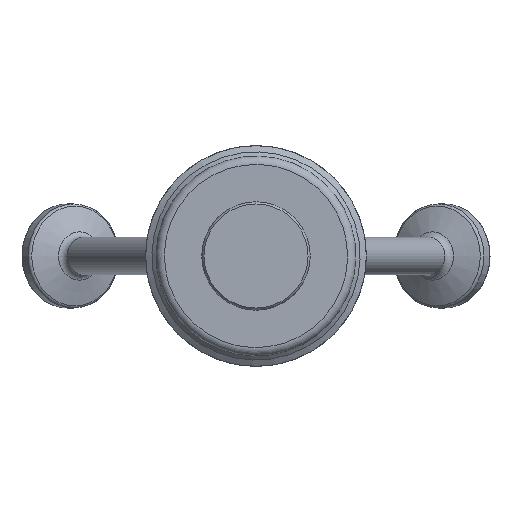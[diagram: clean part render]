
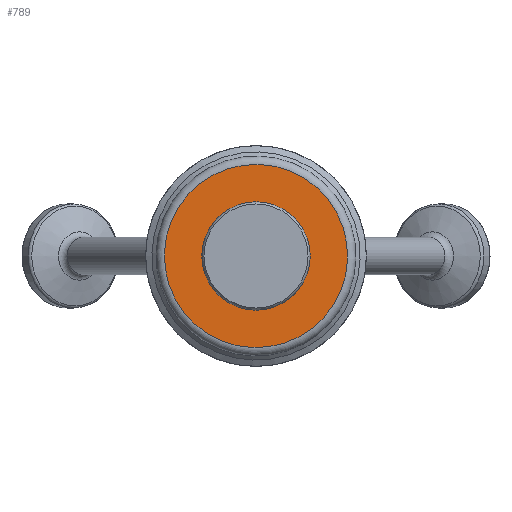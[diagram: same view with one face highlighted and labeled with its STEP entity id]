
A CAD part, front view. The second image highlights one B-rep face of the part: STEP entity #789.
In plain terms, the highlighted planar face has unit normal (0, -1, 0).
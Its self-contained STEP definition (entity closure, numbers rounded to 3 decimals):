
#35=FACE_BOUND('',#219,.T.);
#49=PLANE('',#910);
#167=FACE_OUTER_BOUND('',#218,.T.);
#218=EDGE_LOOP('',(#629));
#219=EDGE_LOOP('',(#630));
#239=CIRCLE('',#836,12.5);
#267=CIRCLE('',#896,22.);
#304=VERTEX_POINT('',#1242);
#345=VERTEX_POINT('',#1366);
#377=EDGE_CURVE('',#304,#304,#239,.T.);
#438=EDGE_CURVE('',#345,#345,#267,.T.);
#629=ORIENTED_EDGE('',*,*,#438,.F.);
#630=ORIENTED_EDGE('',*,*,#377,.F.);
#789=ADVANCED_FACE('',(#167,#35),#49,.T.);
#836=AXIS2_PLACEMENT_3D('',#1243,#969,#970);
#896=AXIS2_PLACEMENT_3D('',#1368,#1113,#1114);
#910=AXIS2_PLACEMENT_3D('',#1392,#1145,#1146);
#969=DIRECTION('center_axis',(0.,-1.,0.));
#970=DIRECTION('ref_axis',(-1.,0.,0.));
#1113=DIRECTION('center_axis',(0.,1.,0.));
#1114=DIRECTION('ref_axis',(-0.951,0.,-0.31));
#1145=DIRECTION('center_axis',(0.,-1.,0.));
#1146=DIRECTION('ref_axis',(0.31,0.,-0.951));
#1242=CARTESIAN_POINT('',(12.5,26.,0.));
#1243=CARTESIAN_POINT('Origin',(0.,26.,0.));
#1366=CARTESIAN_POINT('',(6.819,26.,-20.917));
#1368=CARTESIAN_POINT('Origin',(0.,26.,0.));
#1392=CARTESIAN_POINT('Origin',(-20.441,26.,-6.664));
